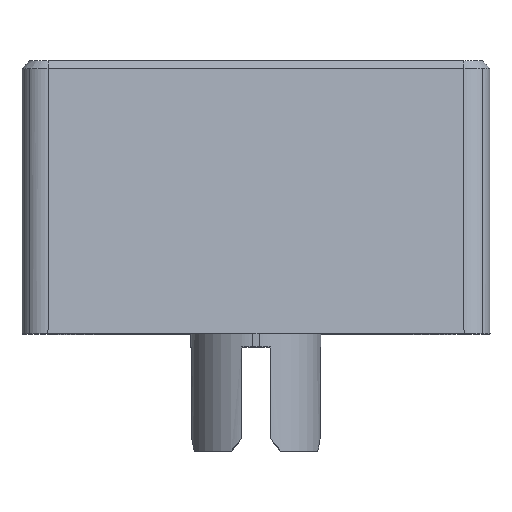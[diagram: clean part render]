
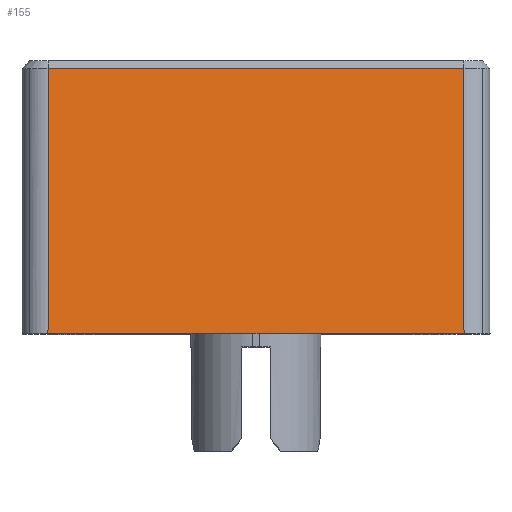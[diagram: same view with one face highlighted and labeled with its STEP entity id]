
A CAD part, top view. The second image highlights one B-rep face of the part: STEP entity #155.
In plain terms, the highlighted planar face has unit normal (0, 0.141, 0.99).
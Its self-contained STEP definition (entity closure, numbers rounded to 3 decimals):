
#155=ADVANCED_FACE('',(#331),#332,.F.);
#331=FACE_OUTER_BOUND('',#879,.T.);
#332=PLANE('',#880);
#879=EDGE_LOOP('',(#1629,#1630,#1631,#1632));
#880=AXIS2_PLACEMENT_3D('',#1633,#1634,#1635);
#1629=ORIENTED_EDGE('',*,*,#1891,.F.);
#1630=ORIENTED_EDGE('',*,*,#1761,.F.);
#1631=ORIENTED_EDGE('',*,*,#1994,.F.);
#1632=ORIENTED_EDGE('',*,*,#1995,.F.);
#1633=CARTESIAN_POINT('',(9.,0.0,9.0));
#1634=DIRECTION('',(0.,-0.141,-0.99));
#1635=DIRECTION('',(0.0,-0.99,0.141));
#1761=EDGE_CURVE('',#2024,#2026,#2027,.T.);
#1891=EDGE_CURVE('',#2026,#2252,#2253,.T.);
#1994=EDGE_CURVE('',#2412,#2024,#2413,.T.);
#1995=EDGE_CURVE('',#2252,#2412,#2414,.T.);
#2024=VERTEX_POINT('',#2457);
#2026=VERTEX_POINT('',#2459);
#2027=LINE('',#2460,#2461);
#2252=VERTEX_POINT('',#2776);
#2253=LINE('',#2777,#2778);
#2412=VERTEX_POINT('',#3102);
#2413=LINE('',#3103,#3104);
#2414=LINE('',#3105,#3106);
#2457=CARTESIAN_POINT('',(-8.,0.0,9.0));
#2459=CARTESIAN_POINT('',(-8.,10.203,7.542));
#2460=CARTESIAN_POINT('',(-8.,0.,9.));
#2461=VECTOR('',#3191,10.0);
#2776=CARTESIAN_POINT('',(8.,10.203,7.542));
#2777=CARTESIAN_POINT('',(4.5,10.203,7.542));
#2778=VECTOR('',#3404,10.0);
#3102=CARTESIAN_POINT('',(8.,0.0,9.0));
#3103=CARTESIAN_POINT('',(9.,0.0,9.0));
#3104=VECTOR('',#3526,10.0);
#3105=CARTESIAN_POINT('',(8.,0.615,8.912));
#3106=VECTOR('',#3527,10.0);
#3191=DIRECTION('',(0.,0.99,-0.141));
#3404=DIRECTION('',(1.0,0.,0.));
#3526=DIRECTION('',(-1.0,0.0,0.));
#3527=DIRECTION('',(0.,-0.99,0.141));
